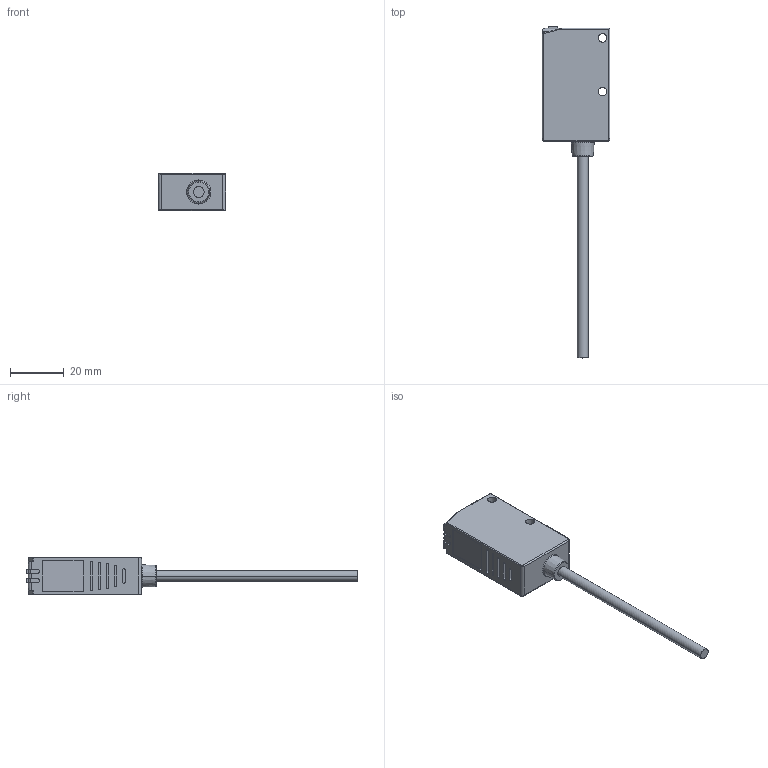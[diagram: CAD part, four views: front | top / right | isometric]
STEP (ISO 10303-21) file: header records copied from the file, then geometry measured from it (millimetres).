
FILE_DESCRIPTION((''),'2;1');
FILE_NAME('158544_SW','2011-09-01T',('banengservice'),('BANNER ENGINEERING'),'PRO/ENGINEER BY PARAMETRIC TECHNOLOGY CORPORATION, 2009141','PRO/ENGINEER BY PARAMETRIC TECHNOLOGY CORPORATION, 2009141','');
FILE_SCHEMA(('CONFIG_CONTROL_DESIGN'));
Length unit declared in the file: inch
Products named in the file (1): 158544_SW
Bounding box: 25 x 123.3 x 14 mm (x, y, z)
Volume: 15535 mm3; surface area: 5382 mm2
Topology: 1 solids, 1 shells, 147 faces, 357 edges, 226 vertices
Faces by surface type: plane 72, cylinder 57, torus 10, bspline 6, cone 2
Entity records: 4639 total; most frequent: CARTESIAN_POINT 1124, DIRECTION 721, ORIENTED_EDGE 714, EDGE_CURVE 357, AXIS2_PLACEMENT_3D 247, VECTOR 227, LINE 227, VERTEX_POINT 226
